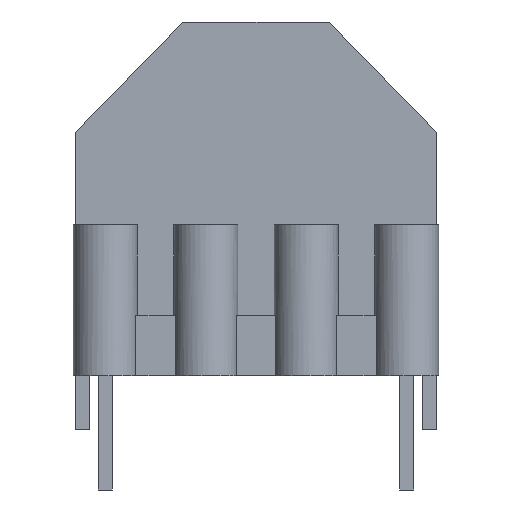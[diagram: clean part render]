
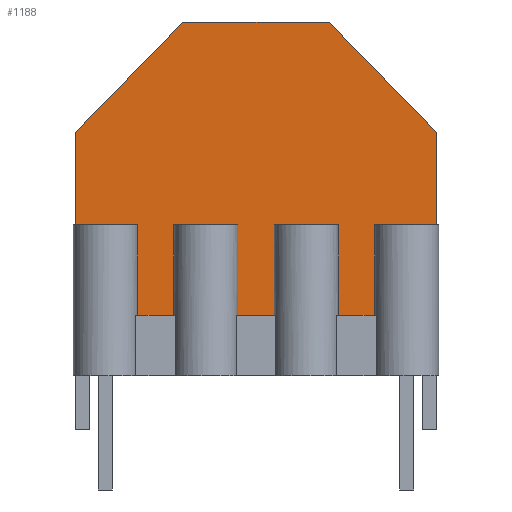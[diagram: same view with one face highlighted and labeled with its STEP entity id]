
A CAD part, front view. The second image highlights one B-rep face of the part: STEP entity #1188.
In plain terms, the highlighted planar face has unit normal (0, -1, 0).
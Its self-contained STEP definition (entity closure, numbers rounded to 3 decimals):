
#22=PLANE($,#1281);
#86=FACE_OUTER_BOUND($,#154,.T.);
#154=EDGE_LOOP($,(#856,#857,#858,#859,#860,#861,#862,#863,#864,#865,#866,
#867,#868,#869,#870,#871,#872,#873));
#232=LINE($,#1763,#378);
#233=LINE($,#1765,#379);
#234=LINE($,#1767,#380);
#235=LINE($,#1769,#381);
#236=LINE($,#1771,#382);
#237=LINE($,#1773,#383);
#238=LINE($,#1775,#384);
#239=LINE($,#1777,#385);
#240=LINE($,#1779,#386);
#241=LINE($,#1781,#387);
#242=LINE($,#1783,#388);
#243=LINE($,#1785,#389);
#244=LINE($,#1787,#390);
#245=LINE($,#1789,#391);
#246=LINE($,#1791,#392);
#247=LINE($,#1793,#393);
#248=LINE($,#1795,#394);
#249=LINE($,#1796,#395);
#378=VECTOR($,#1413,4.5);
#379=VECTOR($,#1414,3.093);
#380=VECTOR($,#1415,4.6);
#381=VECTOR($,#1416,7.673);
#382=VECTOR($,#1417,7.3);
#383=VECTOR($,#1418,7.673);
#384=VECTOR($,#1419,4.6);
#385=VECTOR($,#1420,3.093);
#386=VECTOR($,#1421,4.5);
#387=VECTOR($,#1422,1.814);
#388=VECTOR($,#1423,4.5);
#389=VECTOR($,#1424,3.186);
#390=VECTOR($,#1425,4.5);
#391=VECTOR($,#1426,1.814);
#392=VECTOR($,#1427,4.5);
#393=VECTOR($,#1428,3.186);
#394=VECTOR($,#1429,4.5);
#395=VECTOR($,#1430,1.814);
#566=VERTEX_POINT($,#1761);
#567=VERTEX_POINT($,#1762);
#568=VERTEX_POINT($,#1764);
#569=VERTEX_POINT($,#1766);
#570=VERTEX_POINT($,#1768);
#571=VERTEX_POINT($,#1770);
#572=VERTEX_POINT($,#1772);
#573=VERTEX_POINT($,#1774);
#574=VERTEX_POINT($,#1776);
#575=VERTEX_POINT($,#1778);
#576=VERTEX_POINT($,#1780);
#577=VERTEX_POINT($,#1782);
#578=VERTEX_POINT($,#1784);
#579=VERTEX_POINT($,#1786);
#580=VERTEX_POINT($,#1788);
#581=VERTEX_POINT($,#1790);
#582=VERTEX_POINT($,#1792);
#583=VERTEX_POINT($,#1794);
#682=EDGE_CURVE($,#566,#567,#232,.T.);
#683=EDGE_CURVE($,#566,#568,#233,.T.);
#684=EDGE_CURVE($,#569,#568,#234,.T.);
#685=EDGE_CURVE($,#570,#569,#235,.T.);
#686=EDGE_CURVE($,#571,#570,#236,.T.);
#687=EDGE_CURVE($,#572,#571,#237,.T.);
#688=EDGE_CURVE($,#572,#573,#238,.T.);
#689=EDGE_CURVE($,#573,#574,#239,.T.);
#690=EDGE_CURVE($,#575,#574,#240,.T.);
#691=EDGE_CURVE($,#576,#575,#241,.T.);
#692=EDGE_CURVE($,#577,#576,#242,.T.);
#693=EDGE_CURVE($,#577,#578,#243,.T.);
#694=EDGE_CURVE($,#579,#578,#244,.T.);
#695=EDGE_CURVE($,#580,#579,#245,.T.);
#696=EDGE_CURVE($,#581,#580,#246,.T.);
#697=EDGE_CURVE($,#581,#582,#247,.T.);
#698=EDGE_CURVE($,#583,#582,#248,.T.);
#699=EDGE_CURVE($,#567,#583,#249,.T.);
#856=ORIENTED_EDGE($,*,*,#682,.F.);
#857=ORIENTED_EDGE($,*,*,#683,.T.);
#858=ORIENTED_EDGE($,*,*,#684,.F.);
#859=ORIENTED_EDGE($,*,*,#685,.F.);
#860=ORIENTED_EDGE($,*,*,#686,.F.);
#861=ORIENTED_EDGE($,*,*,#687,.F.);
#862=ORIENTED_EDGE($,*,*,#688,.T.);
#863=ORIENTED_EDGE($,*,*,#689,.T.);
#864=ORIENTED_EDGE($,*,*,#690,.F.);
#865=ORIENTED_EDGE($,*,*,#691,.F.);
#866=ORIENTED_EDGE($,*,*,#692,.F.);
#867=ORIENTED_EDGE($,*,*,#693,.T.);
#868=ORIENTED_EDGE($,*,*,#694,.F.);
#869=ORIENTED_EDGE($,*,*,#695,.F.);
#870=ORIENTED_EDGE($,*,*,#696,.F.);
#871=ORIENTED_EDGE($,*,*,#697,.T.);
#872=ORIENTED_EDGE($,*,*,#698,.F.);
#873=ORIENTED_EDGE($,*,*,#699,.F.);
#1188=ADVANCED_FACE($,(#86),#22,.F.);
#1281=AXIS2_PLACEMENT_3D($,#1760,#1411,#1412);
#1411=DIRECTION('center_axis',(0.,1.,0.));
#1412=DIRECTION('ref_axis',(-1.,0.,0.));
#1413=DIRECTION($,(0.,0.,-1.));
#1414=DIRECTION($,(1.,0.,0.));
#1415=DIRECTION($,(0.,0.,-1.));
#1416=DIRECTION($,(0.697,0.,-0.717));
#1417=DIRECTION($,(1.,0.,0.));
#1418=DIRECTION($,(0.697,0.,0.717));
#1419=DIRECTION($,(0.,0.,-1.));
#1420=DIRECTION($,(1.,0.,0.));
#1421=DIRECTION($,(0.,0.,1.));
#1422=DIRECTION($,(-1.,0.,0.));
#1423=DIRECTION($,(0.,0.,-1.));
#1424=DIRECTION($,(1.,0.,0.));
#1425=DIRECTION($,(0.,0.,1.));
#1426=DIRECTION($,(-1.,0.,0.));
#1427=DIRECTION($,(0.,0.,-1.));
#1428=DIRECTION($,(1.,0.,0.));
#1429=DIRECTION($,(0.,0.,1.));
#1430=DIRECTION($,(-1.,0.,0.));
#1760=CARTESIAN_POINT('Origin',(-9.,-4.85,20.3));
#1761=CARTESIAN_POINT('',(5.907,-4.85,10.2));
#1762=CARTESIAN_POINT('',(5.907,-4.85,5.7));
#1763=CARTESIAN_POINT($,(5.907,-4.85,10.2));
#1764=CARTESIAN_POINT('',(9.,-4.85,10.2));
#1765=CARTESIAN_POINT($,(-9.,-4.85,10.2));
#1766=CARTESIAN_POINT('',(9.,-4.85,14.8));
#1767=CARTESIAN_POINT($,(9.,-4.85,20.3));
#1768=CARTESIAN_POINT('',(3.65,-4.85,20.3));
#1769=CARTESIAN_POINT($,(3.65,-4.85,20.3));
#1770=CARTESIAN_POINT('',(-3.65,-4.85,20.3));
#1771=CARTESIAN_POINT($,(-9.,-4.85,20.3));
#1772=CARTESIAN_POINT('',(-9.,-4.85,14.8));
#1773=CARTESIAN_POINT($,(-3.65,-4.85,20.3));
#1774=CARTESIAN_POINT('',(-9.,-4.85,10.2));
#1775=CARTESIAN_POINT($,(-9.,-4.85,20.3));
#1776=CARTESIAN_POINT('',(-5.907,-4.85,10.2));
#1777=CARTESIAN_POINT($,(-9.,-4.85,10.2));
#1778=CARTESIAN_POINT('',(-5.907,-4.85,5.7));
#1779=CARTESIAN_POINT($,(-5.907,-4.85,10.2));
#1780=CARTESIAN_POINT('',(-4.093,-4.85,5.7));
#1781=CARTESIAN_POINT($,(-9.,-4.85,5.7));
#1782=CARTESIAN_POINT('',(-4.093,-4.85,10.2));
#1783=CARTESIAN_POINT($,(-4.093,-4.85,10.2));
#1784=CARTESIAN_POINT('',(-0.907,-4.85,10.2));
#1785=CARTESIAN_POINT($,(-9.,-4.85,10.2));
#1786=CARTESIAN_POINT('',(-0.907,-4.85,5.7));
#1787=CARTESIAN_POINT($,(-0.907,-4.85,10.2));
#1788=CARTESIAN_POINT('',(0.907,-4.85,5.7));
#1789=CARTESIAN_POINT($,(-9.,-4.85,5.7));
#1790=CARTESIAN_POINT('',(0.907,-4.85,10.2));
#1791=CARTESIAN_POINT($,(0.907,-4.85,10.2));
#1792=CARTESIAN_POINT('',(4.093,-4.85,10.2));
#1793=CARTESIAN_POINT($,(-9.,-4.85,10.2));
#1794=CARTESIAN_POINT('',(4.093,-4.85,5.7));
#1795=CARTESIAN_POINT($,(4.093,-4.85,10.2));
#1796=CARTESIAN_POINT($,(-9.,-4.85,5.7));
